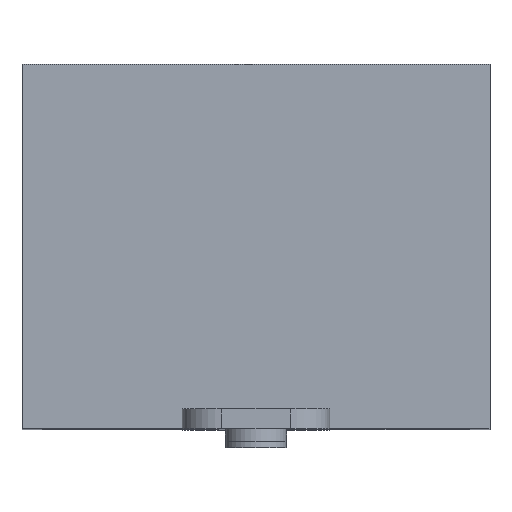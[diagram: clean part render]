
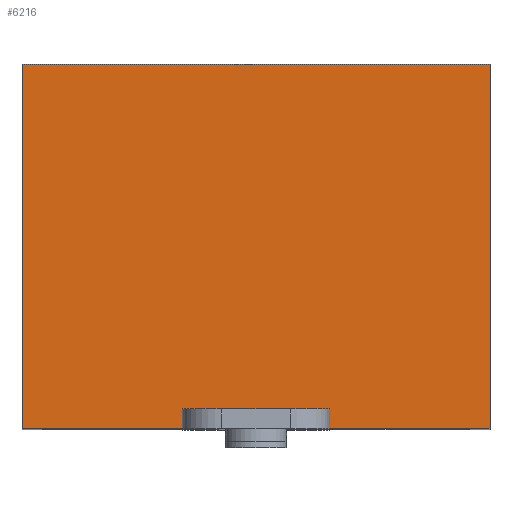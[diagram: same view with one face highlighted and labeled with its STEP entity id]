
A CAD part, top view. The second image highlights one B-rep face of the part: STEP entity #6216.
In plain terms, the highlighted planar face has unit normal (0, 0, 1).
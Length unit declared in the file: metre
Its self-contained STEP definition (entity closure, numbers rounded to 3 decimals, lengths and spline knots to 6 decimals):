
#786=ORIENTED_EDGE('',*,*,#2501,.F.);
#787=ORIENTED_EDGE('',*,*,#2502,.F.);
#788=ORIENTED_EDGE('',*,*,#2503,.T.);
#789=ORIENTED_EDGE('',*,*,#2504,.F.);
#790=ORIENTED_EDGE('',*,*,#2499,.F.);
#791=ORIENTED_EDGE('',*,*,#2331,.T.);
#792=ORIENTED_EDGE('',*,*,#2505,.T.);
#793=ORIENTED_EDGE('',*,*,#2506,.F.);
#2331=EDGE_CURVE('',#3198,#3197,#3838,.T.);
#2499=EDGE_CURVE('',#3198,#3325,#4003,.T.);
#2501=EDGE_CURVE('',#3326,#3327,#4005,.T.);
#2502=EDGE_CURVE('',#3328,#3326,#4006,.T.);
#2503=EDGE_CURVE('',#3328,#3329,#4007,.T.);
#2504=EDGE_CURVE('',#3325,#3329,#4008,.T.);
#2505=EDGE_CURVE('',#3197,#3330,#4009,.T.);
#2506=EDGE_CURVE('',#3327,#3330,#4010,.T.);
#3197=VERTEX_POINT('',#9125);
#3198=VERTEX_POINT('',#9127);
#3325=VERTEX_POINT('',#9426);
#3326=VERTEX_POINT('',#9430);
#3327=VERTEX_POINT('',#9431);
#3328=VERTEX_POINT('',#9433);
#3329=VERTEX_POINT('',#9435);
#3330=VERTEX_POINT('',#9438);
#3838=LINE('',#9126,#4699);
#4003=LINE('',#9425,#4864);
#4005=LINE('',#9429,#4866);
#4006=LINE('',#9432,#4867);
#4007=LINE('',#9434,#4868);
#4008=LINE('',#9436,#4869);
#4009=LINE('',#9437,#4870);
#4010=LINE('',#9439,#4871);
#4699=VECTOR('',#7309,1.);
#4864=VECTOR('',#7488,1.);
#4866=VECTOR('',#7492,1.);
#4867=VECTOR('',#7493,1.);
#4868=VECTOR('',#7494,1.);
#4869=VECTOR('',#7495,1.);
#4870=VECTOR('',#7496,1.);
#4871=VECTOR('',#7497,1.);
#5304=EDGE_LOOP('',(#786,#787,#788,#789,#790,#791,#792,#793));
#5664=FACE_BOUND('',#5304,.T.);
#5959=PLANE('',#6530);
#6216=ADVANCED_FACE('',(#5664),#5959,.T.);
#6530=AXIS2_PLACEMENT_3D('',#9428,#7490,#7491);
#7309=DIRECTION('',(-1.,0.,0.));
#7488=DIRECTION('',(0.,-1.,0.));
#7490=DIRECTION('',(0.,0.,1.));
#7491=DIRECTION('',(1.,0.,0.));
#7492=DIRECTION('',(0.,-1.,0.));
#7493=DIRECTION('',(-1.,0.,0.));
#7494=DIRECTION('',(0.,-1.,0.));
#7495=DIRECTION('',(-1.,0.,0.));
#7496=DIRECTION('',(0.,-1.,0.));
#7497=DIRECTION('',(-1.,0.,0.));
#9125=CARTESIAN_POINT('',(-0.02375,0.037,0.036));
#9126=CARTESIAN_POINT('',(0.,0.037,0.036));
#9127=CARTESIAN_POINT('',(0.02375,0.037,0.036));
#9425=CARTESIAN_POINT('',(0.02375,0.035,0.036));
#9426=CARTESIAN_POINT('',(0.02375,0.,0.036));
#9428=CARTESIAN_POINT('',(0.,0.035,0.036));
#9429=CARTESIAN_POINT('',(-0.007494,0.002,0.036));
#9430=CARTESIAN_POINT('',(-0.007494,0.002,0.036));
#9431=CARTESIAN_POINT('',(-0.007494,0.,0.036));
#9432=CARTESIAN_POINT('',(0.,0.002,0.036));
#9433=CARTESIAN_POINT('',(0.007494,0.002,0.036));
#9434=CARTESIAN_POINT('',(0.007494,0.002,0.036));
#9435=CARTESIAN_POINT('',(0.007494,0.,0.036));
#9436=CARTESIAN_POINT('',(0.,0.,0.036));
#9437=CARTESIAN_POINT('',(-0.02375,0.035,0.036));
#9438=CARTESIAN_POINT('',(-0.02375,0.,0.036));
#9439=CARTESIAN_POINT('',(0.,0.,0.036));
